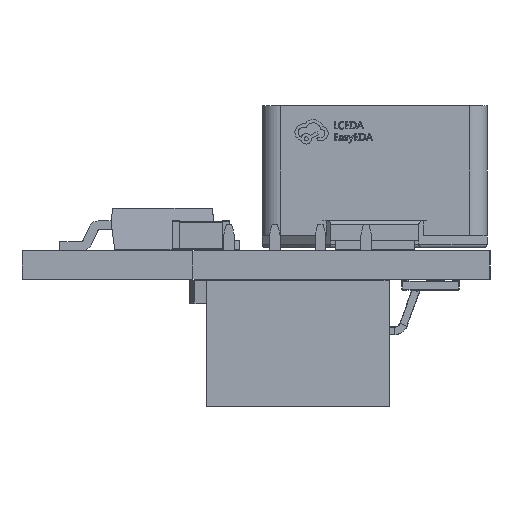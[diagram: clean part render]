
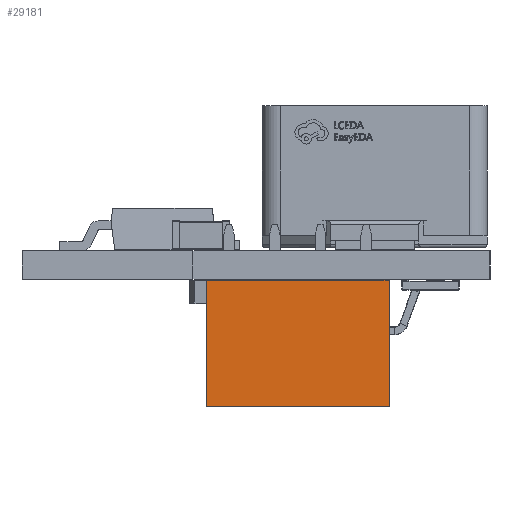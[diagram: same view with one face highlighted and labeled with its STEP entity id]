
A CAD part, left-side view. The second image highlights one B-rep face of the part: STEP entity #29181.
In plain terms, the highlighted face is planar.
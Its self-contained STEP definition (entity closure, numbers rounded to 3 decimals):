
#29181 = ADVANCED_FACE('',(#29182),#29216,.F.);
#29182 = FACE_BOUND('',#29183,.F.);
#29183 = EDGE_LOOP('',(#29184,#29194,#29202,#29210));
#29184 = ORIENTED_EDGE('',*,*,#29185,.T.);
#29185 = EDGE_CURVE('',#29186,#29188,#29190,.T.);
#29186 = VERTEX_POINT('',#29187);
#29187 = CARTESIAN_POINT('',(1.27,-8.89,0.));
#29188 = VERTEX_POINT('',#29189);
#29189 = CARTESIAN_POINT('',(1.27,-8.89,7.));
#29190 = LINE('',#29191,#29192);
#29191 = CARTESIAN_POINT('',(1.27,-8.89,0.));
#29192 = VECTOR('',#29193,1.);
#29193 = DIRECTION('',(0.,0.,1.));
#29194 = ORIENTED_EDGE('',*,*,#29195,.T.);
#29195 = EDGE_CURVE('',#29188,#29196,#29198,.T.);
#29196 = VERTEX_POINT('',#29197);
#29197 = CARTESIAN_POINT('',(1.27,1.27,7.));
#29198 = LINE('',#29199,#29200);
#29199 = CARTESIAN_POINT('',(1.27,-8.89,7.));
#29200 = VECTOR('',#29201,1.);
#29201 = DIRECTION('',(0.,1.,0.));
#29202 = ORIENTED_EDGE('',*,*,#29203,.F.);
#29203 = EDGE_CURVE('',#29204,#29196,#29206,.T.);
#29204 = VERTEX_POINT('',#29205);
#29205 = CARTESIAN_POINT('',(1.27,1.27,0.));
#29206 = LINE('',#29207,#29208);
#29207 = CARTESIAN_POINT('',(1.27,1.27,0.));
#29208 = VECTOR('',#29209,1.);
#29209 = DIRECTION('',(0.,0.,1.));
#29210 = ORIENTED_EDGE('',*,*,#29211,.F.);
#29211 = EDGE_CURVE('',#29186,#29204,#29212,.T.);
#29212 = LINE('',#29213,#29214);
#29213 = CARTESIAN_POINT('',(1.27,-8.89,0.));
#29214 = VECTOR('',#29215,1.);
#29215 = DIRECTION('',(0.,1.,0.));
#29216 = PLANE('',#29217);
#29217 = AXIS2_PLACEMENT_3D('',#29218,#29219,#29220);
#29218 = CARTESIAN_POINT('',(1.27,-8.89,0.));
#29219 = DIRECTION('',(-1.,0.,0.));
#29220 = DIRECTION('',(0.,1.,0.));
